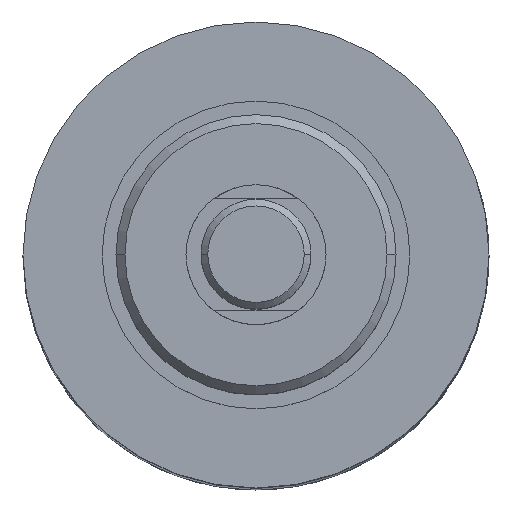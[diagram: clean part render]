
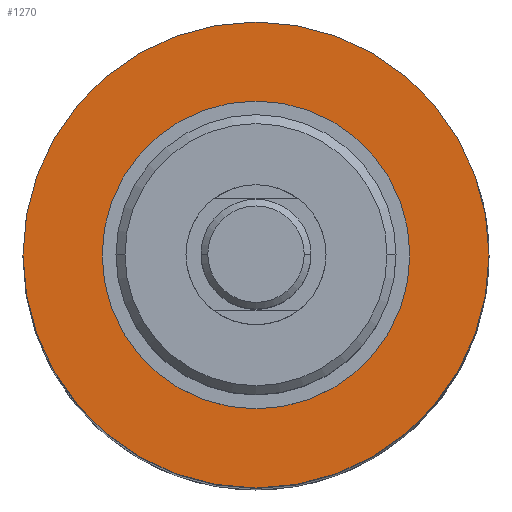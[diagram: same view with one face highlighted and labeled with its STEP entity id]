
A CAD part, top view. The second image highlights one B-rep face of the part: STEP entity #1270.
In plain terms, the highlighted planar face has unit normal (0, 0, 1).
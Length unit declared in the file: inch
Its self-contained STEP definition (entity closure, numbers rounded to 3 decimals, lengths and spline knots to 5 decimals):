
#21 = CARTESIAN_POINT ( 'NONE',  ( 0.68675, 0., 0.92 ) ) ;
#37 = DIRECTION ( 'NONE',  ( 1., 0., 0. ) ) ;
#53 = AXIS2_PLACEMENT_3D ( 'NONE', #2287, #1161, #37 ) ;
#62 = CARTESIAN_POINT ( 'NONE',  ( 0., 0., 0.92 ) ) ;
#74 = ORIENTED_EDGE ( 'NONE', *, *, #1552, .F. ) ;
#101 = AXIS2_PLACEMENT_3D ( 'NONE', #62, #2317, #1759 ) ;
#135 = EDGE_CURVE ( 'NONE', #1489, #564, #1697, .T. ) ;
#332 = AXIS2_PLACEMENT_3D ( 'NONE', #507, #1824, #690 ) ;
#357 = CARTESIAN_POINT ( 'NONE',  ( 1.04, 0., 0.92 ) ) ;
#361 = CIRCLE ( 'NONE', #53, 1.04 ) ;
#507 = CARTESIAN_POINT ( 'NONE',  ( 0., 0., 0.92 ) ) ;
#564 = VERTEX_POINT ( 'NONE', #1579 ) ;
#690 = DIRECTION ( 'NONE',  ( 1., 0., 0. ) ) ;
#708 = EDGE_CURVE ( 'NONE', #1568, #991, #1130, .T. ) ;
#765 = DIRECTION ( 'NONE',  ( 0., 0., 1. ) ) ;
#873 = DIRECTION ( 'NONE',  ( 0., 0., 1. ) ) ;
#876 = EDGE_LOOP ( 'NONE', ( #1783, #1632 ) ) ;
#982 = CIRCLE ( 'NONE', #2118, 0.68675 ) ;
#991 = VERTEX_POINT ( 'NONE', #1608 ) ;
#1130 = CIRCLE ( 'NONE', #1493, 0.68675 ) ;
#1161 = DIRECTION ( 'NONE',  ( 0., 0., 1. ) ) ;
#1270 = ADVANCED_FACE ( 'NONE', ( #1961, #2336 ), #1565, .T. ) ;
#1403 = EDGE_LOOP ( 'NONE', ( #74, #1755 ) ) ;
#1489 = VERTEX_POINT ( 'NONE', #357 ) ;
#1493 = AXIS2_PLACEMENT_3D ( 'NONE', #2006, #873, #2191 ) ;
#1552 = EDGE_CURVE ( 'NONE', #991, #1568, #982, .T. ) ;
#1565 = PLANE ( 'NONE',  #101 ) ;
#1568 = VERTEX_POINT ( 'NONE', #21 ) ;
#1579 = CARTESIAN_POINT ( 'NONE',  ( -1.04, 0., 0.92 ) ) ;
#1584 = EDGE_CURVE ( 'NONE', #564, #1489, #361, .T. ) ;
#1608 = CARTESIAN_POINT ( 'NONE',  ( -0.68675, 0., 0.92 ) ) ;
#1632 = ORIENTED_EDGE ( 'NONE', *, *, #135, .T. ) ;
#1697 = CIRCLE ( 'NONE', #332, 1.04 ) ;
#1755 = ORIENTED_EDGE ( 'NONE', *, *, #708, .F. ) ;
#1759 = DIRECTION ( 'NONE',  ( 1., 0., 0. ) ) ;
#1783 = ORIENTED_EDGE ( 'NONE', *, *, #1584, .T. ) ;
#1824 = DIRECTION ( 'NONE',  ( 0., 0., 1. ) ) ;
#1902 = CARTESIAN_POINT ( 'NONE',  ( 0., 0., 0.92 ) ) ;
#1961 = FACE_OUTER_BOUND ( 'NONE', #876, .T. ) ;
#2006 = CARTESIAN_POINT ( 'NONE',  ( 0., 0., 0.92 ) ) ;
#2099 = DIRECTION ( 'NONE',  ( 1., 0., 0. ) ) ;
#2118 = AXIS2_PLACEMENT_3D ( 'NONE', #1902, #765, #2099 ) ;
#2191 = DIRECTION ( 'NONE',  ( 1., 0., 0. ) ) ;
#2287 = CARTESIAN_POINT ( 'NONE',  ( 0., 0., 0.92 ) ) ;
#2317 = DIRECTION ( 'NONE',  ( 0., 0., 1. ) ) ;
#2336 = FACE_BOUND ( 'NONE', #1403, .T. ) ;
